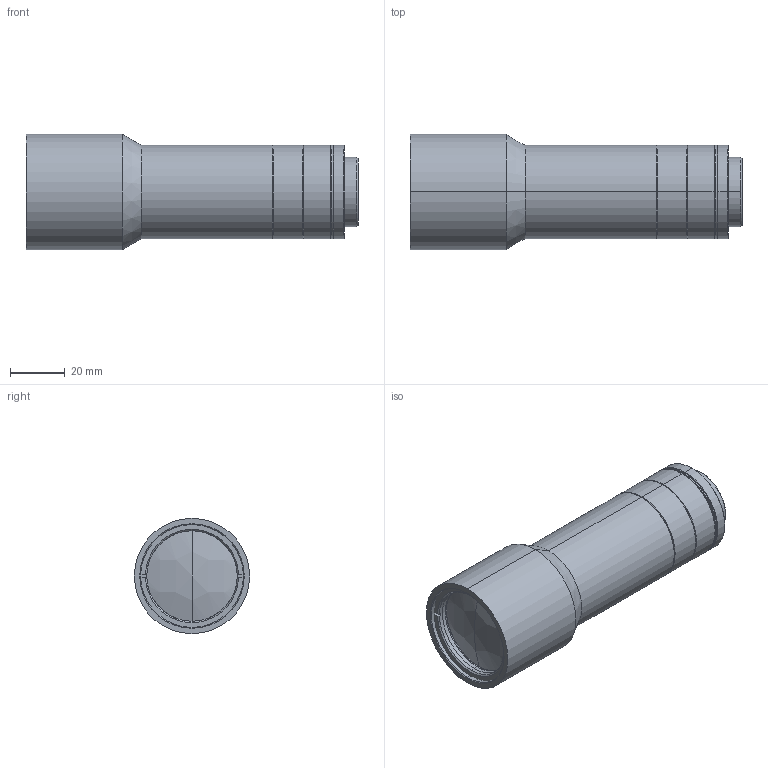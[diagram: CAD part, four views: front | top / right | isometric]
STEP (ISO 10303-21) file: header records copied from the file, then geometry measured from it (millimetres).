
FILE_DESCRIPTION (( 'STEP AP214' ), '1' );
FILE_NAME ('TTL9.5-25-50C.STEP', '2023-05-12T03:30:53', ( '' ), ( '' ), 'SwSTEP 2.0', 'SolidWorks 2022', '' );
FILE_SCHEMA (( 'AUTOMOTIVE_DESIGN' ));
Length unit declared in the file: millimetre
Products named in the file (1): TTL9.5-25-50C
Bounding box: 121.02 x 42 x 42 mm (x, y, z)
Volume: 84300 mm3; surface area: 43440.5 mm2
Topology: 21 solids, 21 shells, 328 faces, 701 edges, 435 vertices
Faces by surface type: cylinder 126, cone 89, plane 78, bspline 35
Entity records: 13966 total; most frequent: CARTESIAN_POINT 2850, DIRECTION 1653, ORIENTED_EDGE 1402, EDGE_CURVE 701, AXIS2_PLACEMENT_3D 698, VERTEX_POINT 435, CIRCLE 404, EDGE_LOOP 382
